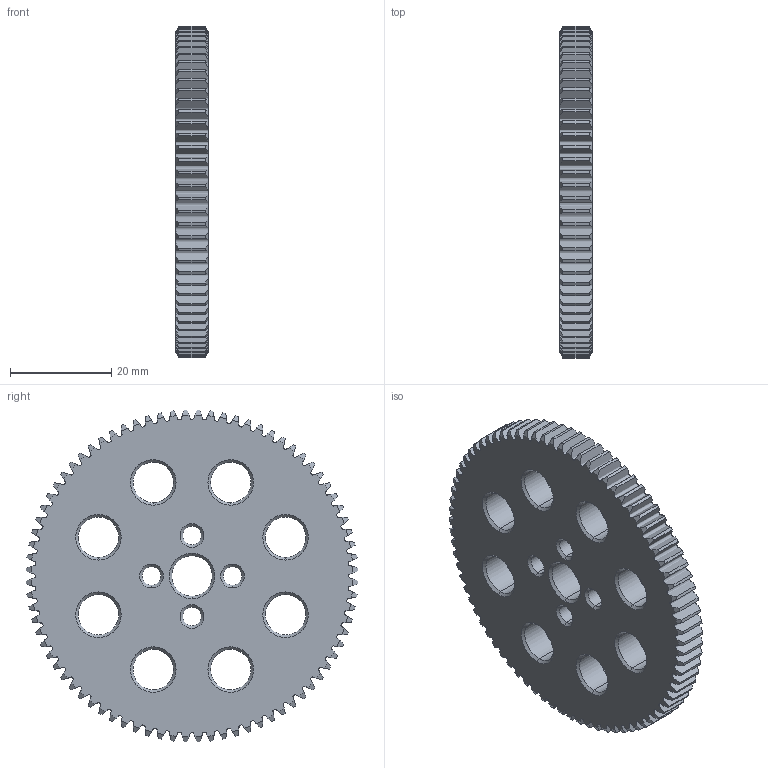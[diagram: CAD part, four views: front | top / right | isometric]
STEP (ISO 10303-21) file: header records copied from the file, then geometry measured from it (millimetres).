
FILE_DESCRIPTION (( 'STEP AP214' ), '1' );
FILE_NAME ('39086_TXM-Gear80-Tooth.STEP', '2017-01-16T14:32:23', ( '' ), ( '' ), 'SwSTEP 2.0', 'SolidWorks 2016', '' );
FILE_SCHEMA (( 'AUTOMOTIVE_DESIGN' ));
Length unit declared in the file: millimetre
Products named in the file (2): 39086_TXM-Gear80-Tooth
Bounding box: 6.35 x 65.57 x 65.57 mm (x, y, z)
Volume: 16541 mm3; surface area: 9367 mm2
Topology: 1 solids, 1 shells, 400 faces, 1142 edges, 744 vertices
Faces by surface type: cone 212, cylinder 106, bspline 80, plane 2
Entity records: 29535 total; most frequent: CARTESIAN_POINT 19808, ORIENTED_EDGE 2284, DIRECTION 1730, EDGE_CURVE 1142, AXIS2_PLACEMENT_3D 746, VERTEX_POINT 744, B_SPLINE_CURVE_WITH_KNOTS 480, EDGE_LOOP 426
